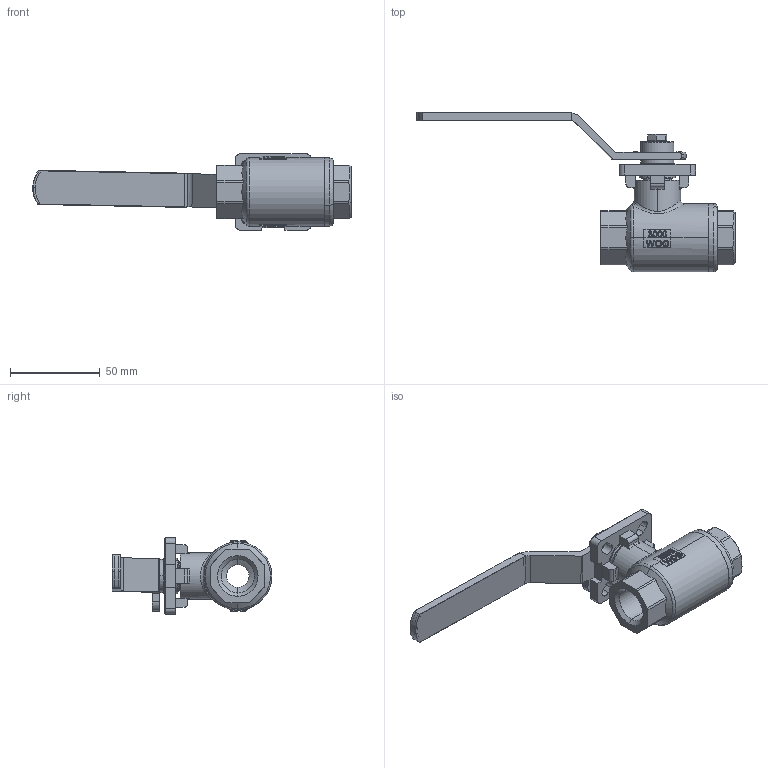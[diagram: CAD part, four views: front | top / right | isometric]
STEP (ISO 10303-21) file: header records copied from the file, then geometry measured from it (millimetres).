
FILE_DESCRIPTION(/* description */ ('Unknown'),/* implementation_level */ '2;1');
FILE_NAME(/* name */ '9765-04',/* time_stamp */ '2025-10-10T08:11:17+02:00',/* author */ ('Unknown'),/* organization */ ('Unknown'),/* preprocessor_version */ 'ST-DEVELOPER v20',/* originating_system */ 'Solid Edge',/* authorisation */ 'Unknown');
FILE_SCHEMA (('AUTOMOTIVE_DESIGN {1 0 10303 214 3 1 1}'));
Products named in the file (11): 9765-04; MV-29-DN15 Handle; Nut Stopper; MV-29-DN15 DD; NUT M12_GB_FASTENER_NUT_SSFNTT M14X1.0-N; MV-29 DN15 BODY; MV-29-DN15 Stem; MV-29-DN15 Handle Cover; MV-29-DN15 Packing Ring; MV-29 DN15 cap; Hex head bolts-Full thread Grade C GB_GB_FASTENER_BOLT_HHBFTC M6X16-C
Assembly tree (11 placements, depth 2):
  9765-04
    MV-29-DN15 Handle
    Nut Stopper
    MV-29-DN15 DD  x2
    NUT M12_GB_FASTENER_NUT_SSFNTT M14X1.0-N
    MV-29 DN15 BODY
    MV-29-DN15 Stem
    MV-29-DN15 Handle Cover
    MV-29-DN15 Packing Ring
    MV-29 DN15 cap
    Hex head bolts-Full thread Grade C GB_GB_FASTENER_BOLT_HHBFTC M6X16-C
Bounding box: 177.77 x 89.1 x 42.6 mm (x, y, z)
Volume: 83242.3 mm3; surface area: 47901 mm2
Topology: 11 solids, 11 shells, 775 faces, 1976 edges, 1261 vertices
Faces by surface type: plane 353, cylinder 189, bspline 121, cone 91, torus 21
Entity records: 50624 total; most frequent: CARTESIAN_POINT 32777, ORIENTED_EDGE 3916, DIRECTION 3196, EDGE_CURVE 1958, VERTEX_POINT 1253, AXIS2_PLACEMENT_3D 1123, LINE 950, VECTOR 950
